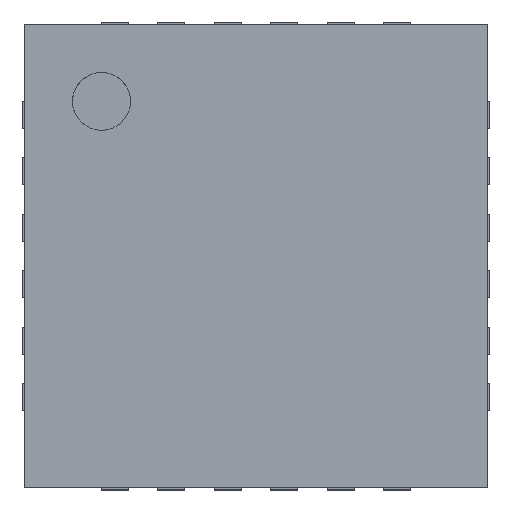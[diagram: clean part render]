
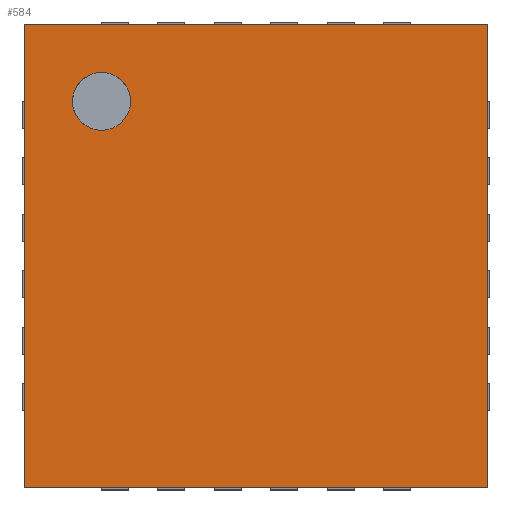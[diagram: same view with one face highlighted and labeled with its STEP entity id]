
A CAD part, top view. The second image highlights one B-rep face of the part: STEP entity #584.
In plain terms, the highlighted planar face has unit normal (0, 0, 1).
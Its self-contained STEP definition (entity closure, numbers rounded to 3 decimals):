
#54 = DIRECTION ( 'NONE',  ( 1., 0., 0. ) ) ;
#57 = LINE ( 'NONE', #1014, #1011 ) ;
#86 = VECTOR ( 'NONE', #299, 1000. ) ;
#176 = VERTEX_POINT ( 'NONE', #1068 ) ;
#191 = ORIENTED_EDGE ( 'NONE', *, *, #373, .F. ) ;
#196 = ORIENTED_EDGE ( 'NONE', *, *, #907, .T. ) ;
#201 = EDGE_LOOP ( 'NONE', ( #191, #1142 ) ) ;
#236 = CIRCLE ( 'NONE', #1234, 0.256 ) ;
#240 = FACE_BOUND ( 'NONE', #201, .T. ) ;
#267 = EDGE_CURVE ( 'NONE', #947, #176, #485, .T. ) ;
#286 = CARTESIAN_POINT ( 'NONE',  ( 0., 4.1, 0.9 ) ) ;
#298 = ORIENTED_EDGE ( 'NONE', *, *, #1006, .F. ) ;
#299 = DIRECTION ( 'NONE',  ( 0., 1., 0. ) ) ;
#324 = ORIENTED_EDGE ( 'NONE', *, *, #1121, .F. ) ;
#330 = CARTESIAN_POINT ( 'NONE',  ( 4.1, 0., 0.9 ) ) ;
#373 = EDGE_CURVE ( 'NONE', #176, #947, #236, .T. ) ;
#377 = DIRECTION ( 'NONE',  ( 0., 0., 1. ) ) ;
#393 = VECTOR ( 'NONE', #886, 1000. ) ;
#417 = VERTEX_POINT ( 'NONE', #597 ) ;
#433 = CARTESIAN_POINT ( 'NONE',  ( 0., 0., 0.9 ) ) ;
#461 = FACE_OUTER_BOUND ( 'NONE', #735, .T. ) ;
#485 = CIRCLE ( 'NONE', #1306, 0.256 ) ;
#516 = LINE ( 'NONE', #433, #86 ) ;
#560 = DIRECTION ( 'NONE',  ( 0., 0., 1. ) ) ;
#584 = ADVANCED_FACE ( 'NONE', ( #240, #461 ), #1062, .T. ) ;
#597 = CARTESIAN_POINT ( 'NONE',  ( 4.1, 4.1, 0.9 ) ) ;
#612 = LINE ( 'NONE', #286, #1106 ) ;
#630 = VERTEX_POINT ( 'NONE', #330 ) ;
#651 = CARTESIAN_POINT ( 'NONE',  ( 0.683, 3.417, 0.9 ) ) ;
#696 = DIRECTION ( 'NONE',  ( 1., 0., 0. ) ) ;
#735 = EDGE_LOOP ( 'NONE', ( #324, #1059, #196, #298 ) ) ;
#756 = CARTESIAN_POINT ( 'NONE',  ( 0., 0., 0.9 ) ) ;
#783 = CARTESIAN_POINT ( 'NONE',  ( 0.683, 3.417, 0.9 ) ) ;
#810 = EDGE_CURVE ( 'NONE', #1343, #630, #57, .T. ) ;
#866 = DIRECTION ( 'NONE',  ( 0., 0., 1. ) ) ;
#886 = DIRECTION ( 'NONE',  ( 0., 1., 0. ) ) ;
#896 = LINE ( 'NONE', #1320, #393 ) ;
#907 = EDGE_CURVE ( 'NONE', #630, #417, #896, .T. ) ;
#947 = VERTEX_POINT ( 'NONE', #1227 ) ;
#974 = AXIS2_PLACEMENT_3D ( 'NONE', #756, #866, #976 ) ;
#976 = DIRECTION ( 'NONE',  ( 1., 0., 0. ) ) ;
#1006 = EDGE_CURVE ( 'NONE', #1136, #417, #612, .T. ) ;
#1011 = VECTOR ( 'NONE', #696, 1000. ) ;
#1014 = CARTESIAN_POINT ( 'NONE',  ( 0., 0., 0.9 ) ) ;
#1059 = ORIENTED_EDGE ( 'NONE', *, *, #810, .T. ) ;
#1062 = PLANE ( 'NONE',  #974 ) ;
#1068 = CARTESIAN_POINT ( 'NONE',  ( 0.94, 3.417, 0.9 ) ) ;
#1106 = VECTOR ( 'NONE', #1249, 1000. ) ;
#1121 = EDGE_CURVE ( 'NONE', #1343, #1136, #516, .T. ) ;
#1136 = VERTEX_POINT ( 'NONE', #1150 ) ;
#1142 = ORIENTED_EDGE ( 'NONE', *, *, #267, .F. ) ;
#1150 = CARTESIAN_POINT ( 'NONE',  ( 0., 4.1, 0.9 ) ) ;
#1227 = CARTESIAN_POINT ( 'NONE',  ( 0.427, 3.417, 0.9 ) ) ;
#1234 = AXIS2_PLACEMENT_3D ( 'NONE', #651, #377, #54 ) ;
#1249 = DIRECTION ( 'NONE',  ( 1., 0., 0. ) ) ;
#1288 = DIRECTION ( 'NONE',  ( 1., 0., 0. ) ) ;
#1292 = CARTESIAN_POINT ( 'NONE',  ( 0., 0., 0.9 ) ) ;
#1306 = AXIS2_PLACEMENT_3D ( 'NONE', #783, #560, #1288 ) ;
#1320 = CARTESIAN_POINT ( 'NONE',  ( 4.1, 0., 0.9 ) ) ;
#1343 = VERTEX_POINT ( 'NONE', #1292 ) ;
